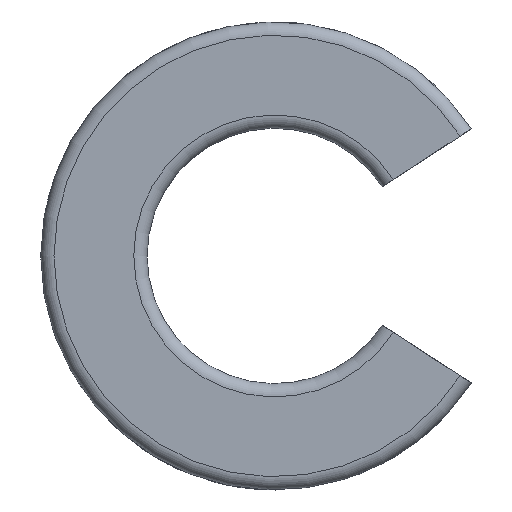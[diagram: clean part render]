
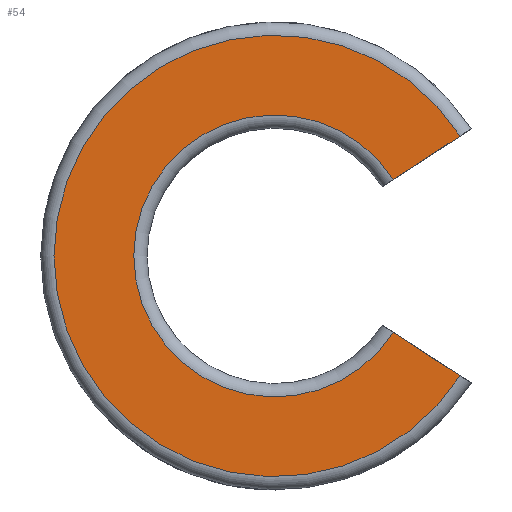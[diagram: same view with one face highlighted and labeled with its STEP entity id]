
A CAD part, left-side view. The second image highlights one B-rep face of the part: STEP entity #54.
In plain terms, the highlighted planar face has unit normal (-1, 0, 0).
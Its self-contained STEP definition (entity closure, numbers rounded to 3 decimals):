
#54 = ADVANCED_FACE( '', ( #117 ), #118, .T. );
#117 = FACE_OUTER_BOUND( '', #220, .T. );
#118 = PLANE( '', #221 );
#220 = EDGE_LOOP( '', ( #305, #306, #307, #308 ) );
#221 = AXIS2_PLACEMENT_3D( '', #309, #310, #311 );
#305 = ORIENTED_EDGE( '', *, *, #468, .F. );
#306 = ORIENTED_EDGE( '', *, *, #469, .T. );
#307 = ORIENTED_EDGE( '', *, *, #470, .T. );
#308 = ORIENTED_EDGE( '', *, *, #471, .T. );
#309 = CARTESIAN_POINT( '', ( 0., 10.375, 0. ) );
#310 = DIRECTION( '', ( -1., 0., 0. ) );
#311 = DIRECTION( '', ( 0., 0., 1. ) );
#468 = EDGE_CURVE( '', #555, #556, #557, .T. );
#469 = EDGE_CURVE( '', #555, #558, #559, .T. );
#470 = EDGE_CURVE( '', #558, #560, #561, .T. );
#471 = EDGE_CURVE( '', #560, #556, #562, .T. );
#555 = VERTEX_POINT( '', #734 );
#556 = VERTEX_POINT( '', #735 );
#557 = CIRCLE( '', #736, 10.375 );
#558 = VERTEX_POINT( '', #737 );
#559 = LINE( '', #738, #739 );
#560 = VERTEX_POINT( '', #740 );
#561 = CIRCLE( '', #741, 6.625 );
#562 = LINE( '', #742, #743 );
#734 = CARTESIAN_POINT( '', ( 0., -8.713, -5.633 ) );
#735 = CARTESIAN_POINT( '', ( 0., -8.713, 5.633 ) );
#736 = AXIS2_PLACEMENT_3D( '', #878, #879, #880 );
#737 = CARTESIAN_POINT( '', ( 0., -5.568, -3.59 ) );
#738 = CARTESIAN_POINT( '', ( 0., -9.656, -6.246 ) );
#739 = VECTOR( '', #881, 1000. );
#740 = CARTESIAN_POINT( '', ( 0., -5.568, 3.59 ) );
#741 = AXIS2_PLACEMENT_3D( '', #882, #883, #884 );
#742 = CARTESIAN_POINT( '', ( 0., -0.039, 0. ) );
#743 = VECTOR( '', #885, 1000. );
#878 = CARTESIAN_POINT( '', ( 0., 0., 0. ) );
#879 = DIRECTION( '', ( 1., 0., 0. ) );
#880 = DIRECTION( '', ( 0., 0., -1. ) );
#881 = DIRECTION( '', ( 0., 0.839, 0.545 ) );
#882 = CARTESIAN_POINT( '', ( 0., 0., 0. ) );
#883 = DIRECTION( '', ( 1., 0., 0. ) );
#884 = DIRECTION( '', ( 0., 0., -1. ) );
#885 = DIRECTION( '', ( 0., -0.839, 0.545 ) );
